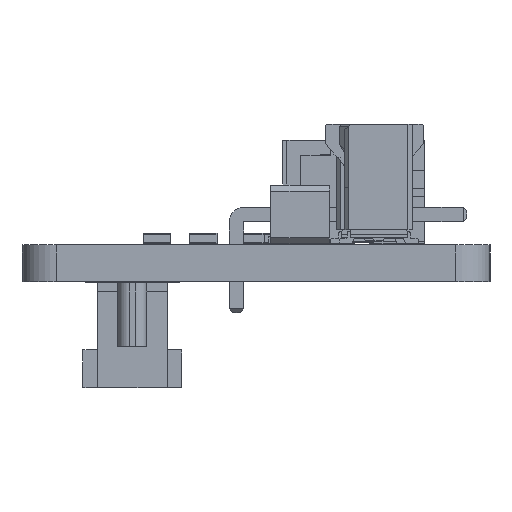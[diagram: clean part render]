
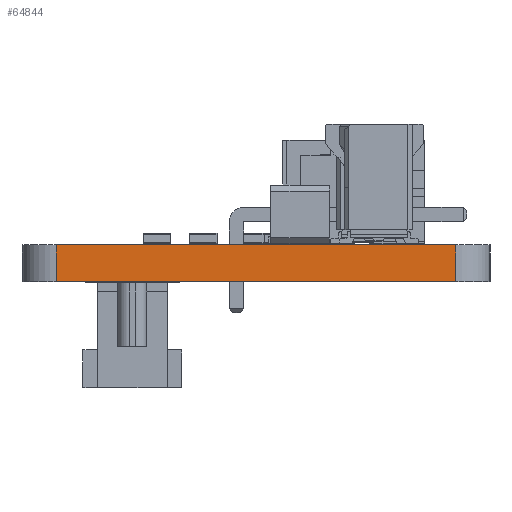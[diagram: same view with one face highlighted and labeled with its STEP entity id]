
A CAD part, left-side view. The second image highlights one B-rep face of the part: STEP entity #64844.
In plain terms, the highlighted planar face has unit normal (-1, 0, 0).
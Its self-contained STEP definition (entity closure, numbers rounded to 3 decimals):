
#64163 = VERTEX_POINT('',#64164);
#64164 = CARTESIAN_POINT('',(-41.588,8.7,0.));
#64171 = EDGE_CURVE('',#64172,#64163,#64174,.T.);
#64172 = VERTEX_POINT('',#64173);
#64173 = CARTESIAN_POINT('',(-41.588,-8.7,0.));
#64174 = LINE('',#64175,#64176);
#64175 = CARTESIAN_POINT('',(-41.588,-8.7,0.));
#64176 = VECTOR('',#64177,1.);
#64177 = DIRECTION('',(0.,1.,0.));
#64490 = VERTEX_POINT('',#64491);
#64491 = CARTESIAN_POINT('',(-41.588,8.7,1.6));
#64498 = EDGE_CURVE('',#64499,#64490,#64501,.T.);
#64499 = VERTEX_POINT('',#64500);
#64500 = CARTESIAN_POINT('',(-41.588,-8.7,1.6));
#64501 = LINE('',#64502,#64503);
#64502 = CARTESIAN_POINT('',(-41.588,-8.7,1.6));
#64503 = VECTOR('',#64504,1.);
#64504 = DIRECTION('',(0.,1.,0.));
#64814 = EDGE_CURVE('',#64163,#64490,#64815,.T.);
#64815 = LINE('',#64816,#64817);
#64816 = CARTESIAN_POINT('',(-41.588,8.7,0.));
#64817 = VECTOR('',#64818,1.);
#64818 = DIRECTION('',(0.,0.,1.));
#64844 = ADVANCED_FACE('',(#64845),#64856,.T.);
#64845 = FACE_BOUND('',#64846,.T.);
#64846 = EDGE_LOOP('',(#64847,#64853,#64854,#64855));
#64847 = ORIENTED_EDGE('',*,*,#64848,.T.);
#64848 = EDGE_CURVE('',#64172,#64499,#64849,.T.);
#64849 = LINE('',#64850,#64851);
#64850 = CARTESIAN_POINT('',(-41.588,-8.7,0.));
#64851 = VECTOR('',#64852,1.);
#64852 = DIRECTION('',(0.,0.,1.));
#64853 = ORIENTED_EDGE('',*,*,#64498,.T.);
#64854 = ORIENTED_EDGE('',*,*,#64814,.F.);
#64855 = ORIENTED_EDGE('',*,*,#64171,.F.);
#64856 = PLANE('',#64857);
#64857 = AXIS2_PLACEMENT_3D('',#64858,#64859,#64860);
#64858 = CARTESIAN_POINT('',(-41.588,-8.7,0.));
#64859 = DIRECTION('',(-1.,0.,0.));
#64860 = DIRECTION('',(0.,1.,0.));
